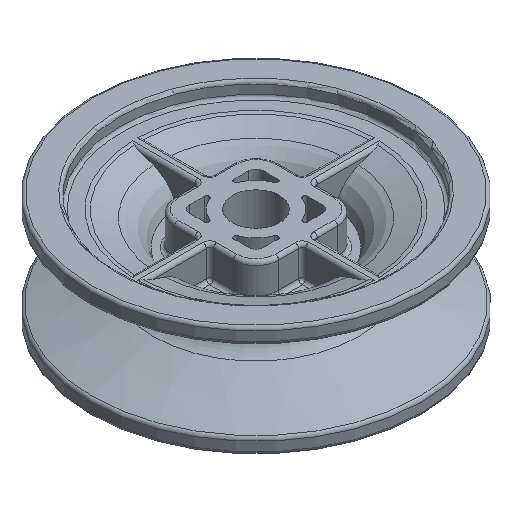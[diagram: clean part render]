
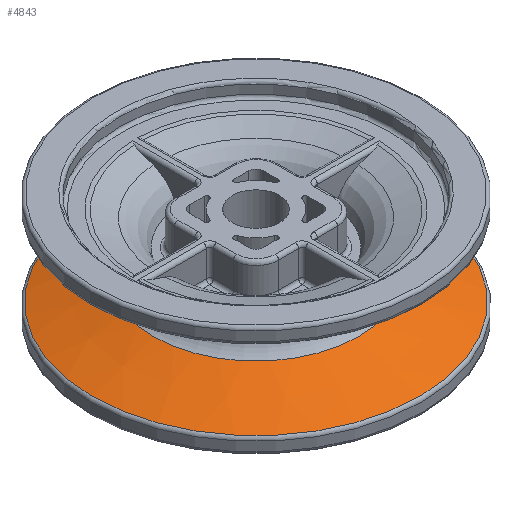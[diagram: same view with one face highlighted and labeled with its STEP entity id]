
A CAD part, isometric view. The second image highlights one B-rep face of the part: STEP entity #4843.
In plain terms, the highlighted conical face has half-angle 71.244 degrees and reference radius 25.4 mm.
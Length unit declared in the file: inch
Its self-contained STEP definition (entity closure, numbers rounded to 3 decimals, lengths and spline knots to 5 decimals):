
#121=CONICAL_SURFACE('',#5316,1.,1.243);
#135=LINE('',#9036,#399);
#399=VECTOR('',#6140,1.);
#1035=FACE_OUTER_BOUND('',#1362,.T.);
#1362=EDGE_LOOP('',(#3355,#3356,#3357,#3358,#3359,#3360,#3361,#3362));
#1666=CIRCLE('',#5155,0.3458);
#1667=CIRCLE('',#5156,0.3458);
#1668=CIRCLE('',#5157,0.3458);
#1675=CIRCLE('',#5165,0.55449);
#1676=CIRCLE('',#5166,0.55449);
#1677=CIRCLE('',#5167,0.55449);
#1987=VERTEX_POINT('',#7384);
#1988=VERTEX_POINT('',#7385);
#1989=VERTEX_POINT('',#7387);
#1995=VERTEX_POINT('',#7401);
#1996=VERTEX_POINT('',#7403);
#1997=VERTEX_POINT('',#7405);
#2440=EDGE_CURVE('',#1987,#1988,#1666,.T.);
#2441=EDGE_CURVE('',#1989,#1987,#1667,.T.);
#2442=EDGE_CURVE('',#1988,#1989,#1668,.T.);
#2449=EDGE_CURVE('',#1996,#1995,#1675,.T.);
#2450=EDGE_CURVE('',#1997,#1996,#1676,.T.);
#2451=EDGE_CURVE('',#1995,#1997,#1677,.T.);
#2578=EDGE_CURVE('',#1996,#1989,#135,.T.);
#3355=ORIENTED_EDGE('',*,*,#2450,.T.);
#3356=ORIENTED_EDGE('',*,*,#2578,.T.);
#3357=ORIENTED_EDGE('',*,*,#2441,.T.);
#3358=ORIENTED_EDGE('',*,*,#2440,.T.);
#3359=ORIENTED_EDGE('',*,*,#2442,.T.);
#3360=ORIENTED_EDGE('',*,*,#2578,.F.);
#3361=ORIENTED_EDGE('',*,*,#2449,.T.);
#3362=ORIENTED_EDGE('',*,*,#2451,.T.);
#4843=ADVANCED_FACE('',(#1035),#121,.T.);
#5155=AXIS2_PLACEMENT_3D('',#7386,#5812,#5813);
#5156=AXIS2_PLACEMENT_3D('',#7388,#5814,#5815);
#5157=AXIS2_PLACEMENT_3D('',#7389,#5816,#5817);
#5165=AXIS2_PLACEMENT_3D('',#7404,#5832,#5833);
#5166=AXIS2_PLACEMENT_3D('',#7406,#5834,#5835);
#5167=AXIS2_PLACEMENT_3D('',#7407,#5836,#5837);
#5316=AXIS2_PLACEMENT_3D('',#9035,#6138,#6139);
#5812=DIRECTION('center_axis',(0.,0.,-1.));
#5813=DIRECTION('ref_axis',(-1.,0.,0.));
#5814=DIRECTION('center_axis',(0.,0.,-1.));
#5815=DIRECTION('ref_axis',(-1.,0.,0.));
#5816=DIRECTION('center_axis',(0.,0.,-1.));
#5817=DIRECTION('ref_axis',(-1.,0.,0.));
#5832=DIRECTION('center_axis',(0.,0.,1.));
#5833=DIRECTION('ref_axis',(-1.,0.,0.));
#5834=DIRECTION('center_axis',(0.,0.,1.));
#5835=DIRECTION('ref_axis',(-1.,0.,0.));
#5836=DIRECTION('center_axis',(0.,0.,1.));
#5837=DIRECTION('ref_axis',(-1.,0.,0.));
#6138=DIRECTION('center_axis',(0.,0.,-1.));
#6139=DIRECTION('ref_axis',(0.,1.,0.));
#6140=DIRECTION('',(0.,0.947,0.322));
#7384=CARTESIAN_POINT('',(0.,0.3458,-0.06392));
#7385=CARTESIAN_POINT('',(0.3458,0.,-0.06392));
#7386=CARTESIAN_POINT('Origin',(0.,0.,-0.06392));
#7387=CARTESIAN_POINT('',(0.,-0.3458,-0.06392));
#7388=CARTESIAN_POINT('Origin',(0.,0.,-0.06392));
#7389=CARTESIAN_POINT('Origin',(0.,0.,-0.06392));
#7401=CARTESIAN_POINT('',(0.55449,0.,-0.13478));
#7403=CARTESIAN_POINT('',(0.,-0.55449,-0.13478));
#7404=CARTESIAN_POINT('Origin',(0.,0.,-0.13478));
#7405=CARTESIAN_POINT('',(0.,0.55449,-0.13478));
#7406=CARTESIAN_POINT('Origin',(0.,0.,-0.13478));
#7407=CARTESIAN_POINT('Origin',(0.,0.,-0.13478));
#9035=CARTESIAN_POINT('Origin',(0.,0.,-0.28606));
#9036=CARTESIAN_POINT('',(0.,-1.,-0.28606));
